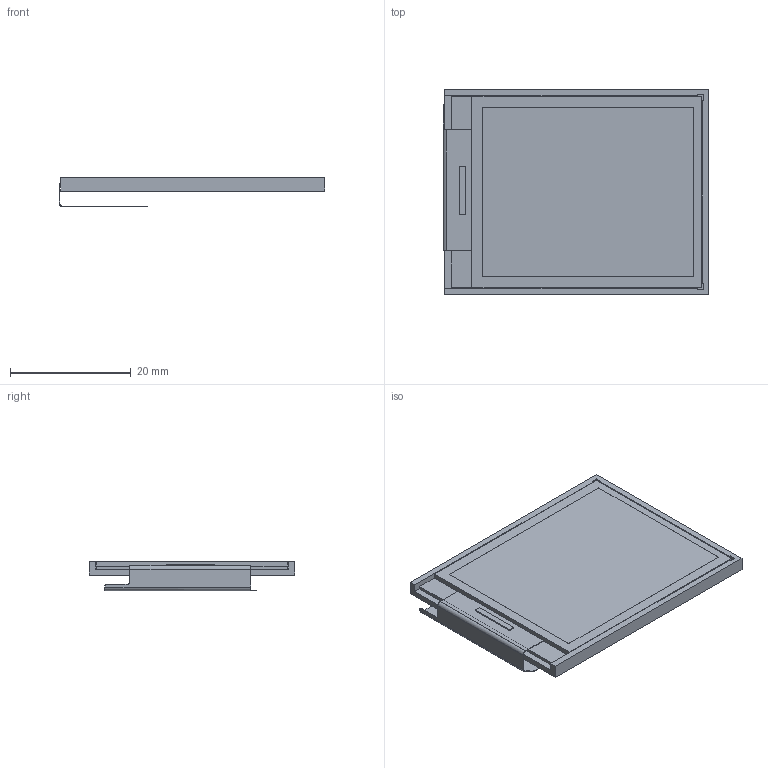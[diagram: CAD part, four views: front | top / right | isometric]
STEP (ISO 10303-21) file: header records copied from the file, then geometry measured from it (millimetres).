
FILE_DESCRIPTION (( 'STEP AP214' ), '1' );
FILE_NAME ('DIsplay_ST17702.STEP', '2020-07-02T07:44:33', ( '' ), ( '' ), 'SwSTEP 2.0', 'SolidWorks 2017', '' );
FILE_SCHEMA (( 'AUTOMOTIVE_DESIGN' ));
Length unit declared in the file: millimetre
Products named in the file (2): DIsplay_ST17702; ST17702-177B006-04M__for_Adapter
Assembly tree (1 placements, depth 2):
  DIsplay_ST17702
    ST17702-177B006-04M__for_Adapter
Bounding box: 43.97 x 34 x 4.87 mm (x, y, z)
Volume: 3311.2 mm3; surface area: 4491.7 mm2
Topology: 1 solids, 1 shells, 235 faces, 682 edges, 452 vertices
Faces by surface type: plane 218, cylinder 16, bspline 1
Entity records: 10281 total; most frequent: CARTESIAN_POINT 1406, ORIENTED_EDGE 1364, DIRECTION 1188, EDGE_CURVE 682, VECTOR 648, LINE 648, VERTEX_POINT 452, AXIS2_PLACEMENT_3D 270
